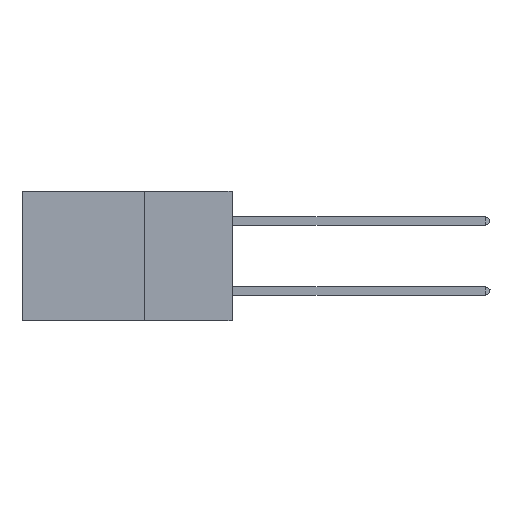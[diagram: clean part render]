
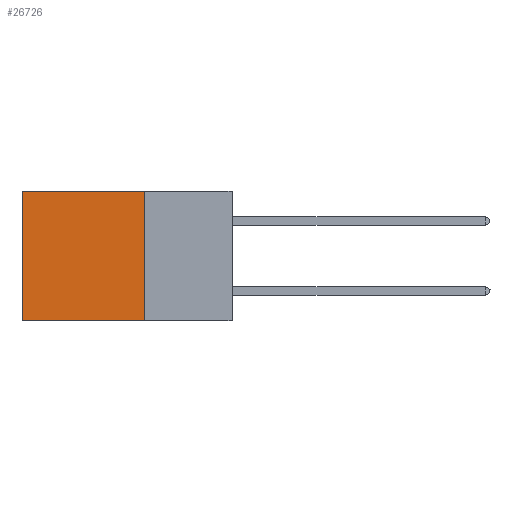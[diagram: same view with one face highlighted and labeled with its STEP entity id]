
A CAD part, left-side view. The second image highlights one B-rep face of the part: STEP entity #26726.
In plain terms, the highlighted planar face has unit normal (-1, 0, 0).
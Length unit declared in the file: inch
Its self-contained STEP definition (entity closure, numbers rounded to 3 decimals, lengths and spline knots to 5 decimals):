
#223 = ORIENTED_EDGE ( 'NONE', *, *, #37102, .F. ) ;
#1245 = CARTESIAN_POINT ( 'NONE',  ( 0.2875, 0.25, 0. ) ) ;
#1894 = PLANE ( 'NONE',  #9021 ) ;
#2041 = CARTESIAN_POINT ( 'NONE',  ( 0.2875, 0.25, 0. ) ) ;
#5119 = LINE ( 'NONE', #28840, #24249 ) ;
#6545 = ORIENTED_EDGE ( 'NONE', *, *, #9678, .F. ) ;
#9021 = AXIS2_PLACEMENT_3D ( 'NONE', #2041, #15313, #28324 ) ;
#9678 = EDGE_CURVE ( 'NONE', #37637, #11575, #28544, .T. ) ;
#11073 = EDGE_CURVE ( 'NONE', #37637, #22863, #5119, .T. ) ;
#11575 = VERTEX_POINT ( 'NONE', #15143 ) ;
#15143 = CARTESIAN_POINT ( 'NONE',  ( 0.2875, 0.25, -0.37 ) ) ;
#15313 = DIRECTION ( 'NONE',  ( 1., 0., 0. ) ) ;
#17316 = LINE ( 'NONE', #18498, #37469 ) ;
#18498 = CARTESIAN_POINT ( 'NONE',  ( 0.2875, 0.6, 0. ) ) ;
#19308 = DIRECTION ( 'NONE',  ( 0., 1., 0. ) ) ;
#19654 = ORIENTED_EDGE ( 'NONE', *, *, #26824, .T. ) ;
#19744 = VECTOR ( 'NONE', #41241, 39.37008 ) ;
#21508 = CARTESIAN_POINT ( 'NONE',  ( 0.2875, 0.25, 0. ) ) ;
#22863 = VERTEX_POINT ( 'NONE', #24022 ) ;
#22957 = VERTEX_POINT ( 'NONE', #31763 ) ;
#24022 = CARTESIAN_POINT ( 'NONE',  ( 0.2875, 0.6, 0. ) ) ;
#24249 = VECTOR ( 'NONE', #19308, 39.37008 ) ;
#25297 = CARTESIAN_POINT ( 'NONE',  ( 0.2875, 0.25, -0.37 ) ) ;
#26726 = ADVANCED_FACE ( 'NONE', ( #34347 ), #1894, .F. ) ;
#26824 = EDGE_CURVE ( 'NONE', #22863, #22957, #17316, .T. ) ;
#28324 = DIRECTION ( 'NONE',  ( 0., 0., -1. ) ) ;
#28544 = LINE ( 'NONE', #21508, #19744 ) ;
#28840 = CARTESIAN_POINT ( 'NONE',  ( 0.2875, 0.25, 0. ) ) ;
#31763 = CARTESIAN_POINT ( 'NONE',  ( 0.2875, 0.6, -0.37 ) ) ;
#34347 = FACE_OUTER_BOUND ( 'NONE', #41984, .T. ) ;
#35624 = ORIENTED_EDGE ( 'NONE', *, *, #11073, .T. ) ;
#37102 = EDGE_CURVE ( 'NONE', #11575, #22957, #37594, .T. ) ;
#37105 = VECTOR ( 'NONE', #42233, 39.37008 ) ;
#37469 = VECTOR ( 'NONE', #38127, 39.37008 ) ;
#37594 = LINE ( 'NONE', #25297, #37105 ) ;
#37637 = VERTEX_POINT ( 'NONE', #1245 ) ;
#38127 = DIRECTION ( 'NONE',  ( 0., 0., -1. ) ) ;
#41241 = DIRECTION ( 'NONE',  ( 0., 0., -1. ) ) ;
#41984 = EDGE_LOOP ( 'NONE', ( #19654, #223, #6545, #35624 ) ) ;
#42233 = DIRECTION ( 'NONE',  ( 0., 1., 0. ) ) ;
